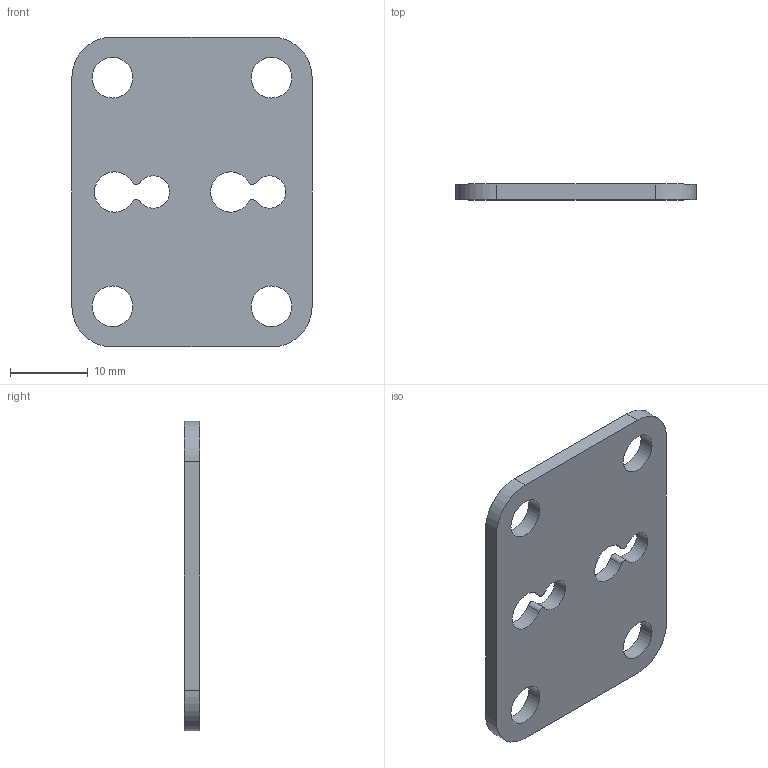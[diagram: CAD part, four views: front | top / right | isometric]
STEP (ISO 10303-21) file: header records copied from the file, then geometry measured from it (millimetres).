
FILE_DESCRIPTION((''),'2;1');
FILE_NAME('WEIGHTSENSOR_BRACKET','2018-05-10T',('laptop'),(''),'PRO/ENGINEER BY PARAMETRIC TECHNOLOGY CORPORATION, 2017170','PRO/ENGINEER BY PARAMETRIC TECHNOLOGY CORPORATION, 2017170','');
FILE_SCHEMA(('CONFIG_CONTROL_DESIGN'));
Length unit declared in the file: millimetre
Products named in the file (1): WEIGHTSENSOR_BRACKET
Bounding box: 31 x 2 x 40 mm (x, y, z)
Volume: 2115.4 mm3; surface area: 2620 mm2
Topology: 1 solids, 1 shells, 26 faces, 72 edges, 48 vertices
Faces by surface type: cylinder 20, plane 6
Entity records: 1158 total; most frequent: DIRECTION 164, CARTESIAN_POINT 146, ORIENTED_EDGE 144, PRESENTATION_STYLE_ASSIGNMENT 73, STYLED_ITEM 73, CURVE_STYLE 72, EDGE_CURVE 72, AXIS2_PLACEMENT_3D 66
